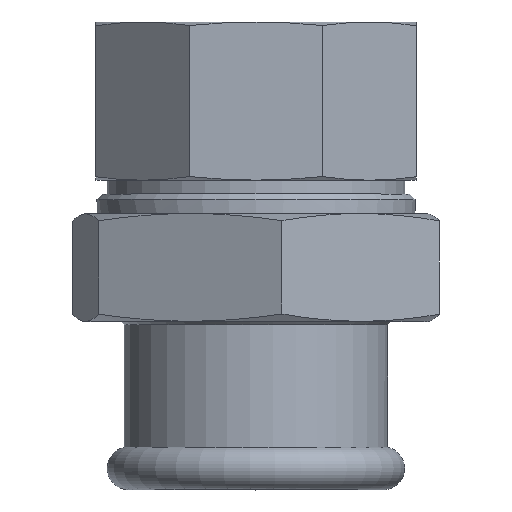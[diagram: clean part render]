
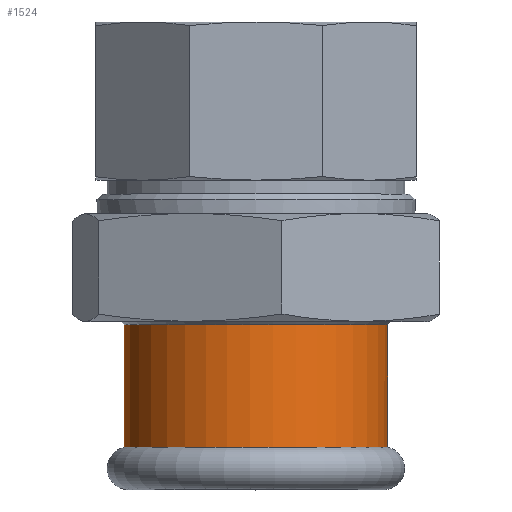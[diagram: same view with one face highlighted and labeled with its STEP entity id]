
A CAD part, top view. The second image highlights one B-rep face of the part: STEP entity #1524.
In plain terms, the highlighted cylindrical face has radius 28.75 mm (diameter 57.5 mm), a full revolution.
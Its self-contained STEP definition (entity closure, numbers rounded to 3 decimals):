
#181=LINE('',#2711,#223);
#223=VECTOR('',#2153,28.75);
#249=CYLINDRICAL_SURFACE('',#1737,28.75);
#310=FACE_OUTER_BOUND('',#412,.T.);
#412=EDGE_LOOP('',(#1279,#1280,#1281,#1282,#1283,#1284,#1285,#1286));
#459=CIRCLE('',#1585,28.75);
#460=CIRCLE('',#1586,28.75);
#464=CIRCLE('',#1590,28.75);
#543=CIRCLE('',#1716,28.75);
#544=CIRCLE('',#1717,28.75);
#545=CIRCLE('',#1718,28.75);
#597=VERTEX_POINT('',#2329);
#598=VERTEX_POINT('',#2330);
#599=VERTEX_POINT('',#2332);
#692=VERTEX_POINT('',#2672);
#693=VERTEX_POINT('',#2674);
#694=VERTEX_POINT('',#2676);
#752=EDGE_CURVE('',#597,#598,#459,.T.);
#753=EDGE_CURVE('',#598,#599,#460,.T.);
#757=EDGE_CURVE('',#599,#597,#464,.T.);
#890=EDGE_CURVE('',#693,#692,#543,.T.);
#891=EDGE_CURVE('',#694,#693,#544,.T.);
#892=EDGE_CURVE('',#692,#694,#545,.T.);
#908=EDGE_CURVE('',#598,#693,#181,.T.);
#1279=ORIENTED_EDGE('',*,*,#752,.F.);
#1280=ORIENTED_EDGE('',*,*,#757,.F.);
#1281=ORIENTED_EDGE('',*,*,#753,.F.);
#1282=ORIENTED_EDGE('',*,*,#908,.T.);
#1283=ORIENTED_EDGE('',*,*,#890,.T.);
#1284=ORIENTED_EDGE('',*,*,#892,.T.);
#1285=ORIENTED_EDGE('',*,*,#891,.T.);
#1286=ORIENTED_EDGE('',*,*,#908,.F.);
#1524=ADVANCED_FACE('',(#310),#249,.T.);
#1585=AXIS2_PLACEMENT_3D('',#2331,#1821,#1822);
#1586=AXIS2_PLACEMENT_3D('',#2333,#1823,#1824);
#1590=AXIS2_PLACEMENT_3D('',#2339,#1831,#1832);
#1716=AXIS2_PLACEMENT_3D('',#2675,#2105,#2106);
#1717=AXIS2_PLACEMENT_3D('',#2677,#2107,#2108);
#1718=AXIS2_PLACEMENT_3D('',#2678,#2109,#2110);
#1737=AXIS2_PLACEMENT_3D('',#2710,#2151,#2152);
#1821=DIRECTION('center_axis',(0.,-1.,0.));
#1822=DIRECTION('ref_axis',(0.924,0.,0.383));
#1823=DIRECTION('center_axis',(0.,-1.,0.));
#1824=DIRECTION('ref_axis',(0.924,0.,0.383));
#1831=DIRECTION('center_axis',(0.,-1.,0.));
#1832=DIRECTION('ref_axis',(0.924,0.,0.383));
#2105=DIRECTION('center_axis',(0.,-1.,0.));
#2106=DIRECTION('ref_axis',(0.924,0.,0.383));
#2107=DIRECTION('center_axis',(0.,-1.,0.));
#2108=DIRECTION('ref_axis',(0.924,0.,0.383));
#2109=DIRECTION('center_axis',(0.,-1.,0.));
#2110=DIRECTION('ref_axis',(0.924,0.,0.383));
#2151=DIRECTION('center_axis',(0.,-1.,0.));
#2152=DIRECTION('ref_axis',(0.924,0.,0.383));
#2153=DIRECTION('',(0.,1.,0.));
#2329=CARTESIAN_POINT('',(26.562,-0.24,11.002));
#2330=CARTESIAN_POINT('',(-26.562,-0.24,-11.002));
#2331=CARTESIAN_POINT('Origin',(0.,-0.24,
0.));
#2332=CARTESIAN_POINT('',(0.,-0.24,-28.75));
#2333=CARTESIAN_POINT('Origin',(0.,-0.24,
0.));
#2339=CARTESIAN_POINT('Origin',(0.,-0.24,
0.));
#2672=CARTESIAN_POINT('',(11.002,26.5,-26.562));
#2674=CARTESIAN_POINT('',(-26.562,26.5,-11.002));
#2675=CARTESIAN_POINT('Origin',(0.,26.5,0.));
#2676=CARTESIAN_POINT('',(26.562,26.5,11.002));
#2677=CARTESIAN_POINT('Origin',(0.,26.5,0.));
#2678=CARTESIAN_POINT('Origin',(0.,26.5,0.));
#2710=CARTESIAN_POINT('Origin',(0.,13.13,0.));
#2711=CARTESIAN_POINT('',(-26.562,13.13,-11.002));
